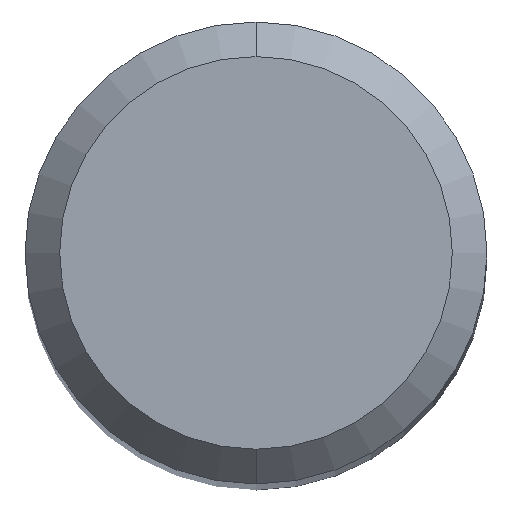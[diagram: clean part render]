
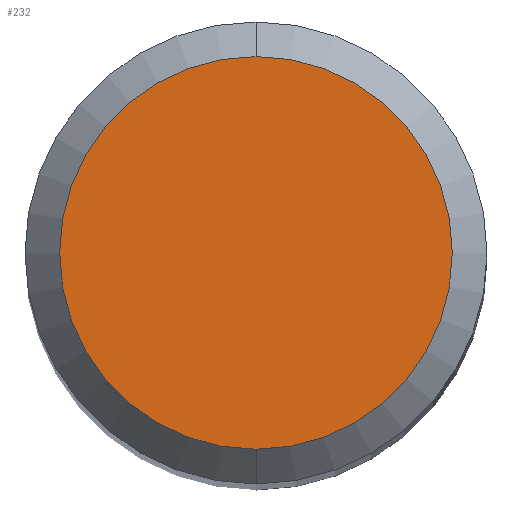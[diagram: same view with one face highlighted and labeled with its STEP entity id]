
A CAD part, top view. The second image highlights one B-rep face of the part: STEP entity #232.
In plain terms, the highlighted planar face has unit normal (0, 0, 1).
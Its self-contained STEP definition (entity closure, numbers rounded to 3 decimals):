
#120=VERTEX_POINT('',#286);
#188=VERTEX_POINT('',#364);
#202=EDGE_CURVE('',#120,#188,#379,.T.);
#216=EDGE_CURVE('',#188,#120,#395,.T.);
#232=ADVANCED_FACE('',(#412),#413,.T.);
#286=CARTESIAN_POINT('',(0.0,1.7,0.0));
#364=CARTESIAN_POINT('',(0.,-1.7,0.0));
#379=CIRCLE('',#583,1.7);
#395=CIRCLE('',#602,1.7);
#412=FACE_OUTER_BOUND('',#623,.T.);
#413=PLANE('',#624);
#583=AXIS2_PLACEMENT_3D('',#792,#793,#794);
#602=AXIS2_PLACEMENT_3D('',#814,#815,#816);
#623=EDGE_LOOP('',(#837,#838));
#624=AXIS2_PLACEMENT_3D('',#839,#840,#841);
#792=CARTESIAN_POINT('',(0.0,0.0,0.0));
#793=DIRECTION('',(0.0,0.0,-1.0));
#794=DIRECTION('',(0.0,1.0,0.0));
#814=CARTESIAN_POINT('',(0.0,0.0,0.0));
#815=DIRECTION('',(0.0,0.0,-1.0));
#816=DIRECTION('',(0.0,1.0,0.0));
#837=ORIENTED_EDGE('',*,*,#202,.F.);
#838=ORIENTED_EDGE('',*,*,#216,.F.);
#839=CARTESIAN_POINT('',(0.0,0.85,0.0));
#840=DIRECTION('',(-0.0,0.0,1.0));
#841=DIRECTION('',(0.0,-1.0,0.0));
